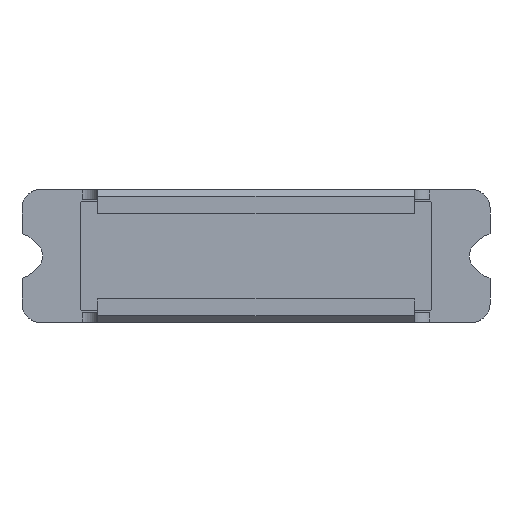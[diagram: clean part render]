
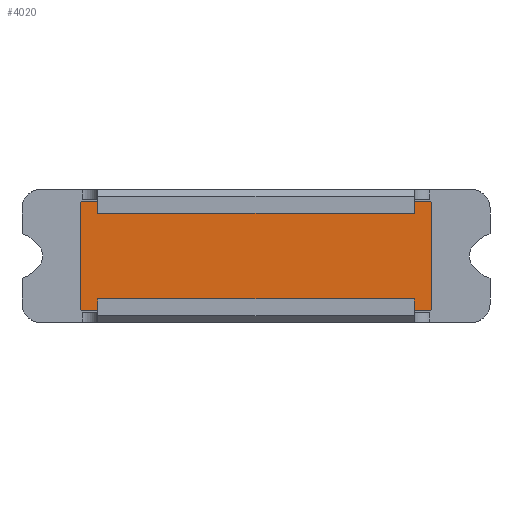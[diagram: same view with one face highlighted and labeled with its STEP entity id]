
A CAD part, front view. The second image highlights one B-rep face of the part: STEP entity #4020.
In plain terms, the highlighted planar face has unit normal (0, -1, 0).
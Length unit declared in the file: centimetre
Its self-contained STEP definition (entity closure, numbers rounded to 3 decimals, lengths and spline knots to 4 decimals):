
#169 = EDGE_CURVE ( 'NONE', #2853, #2957, #3234, .T. ) ;
#170 = EDGE_CURVE ( 'NONE', #2957, #4853, #3220, .T. ) ;
#171 = EDGE_CURVE ( 'NONE', #4853, #4817, #3238, .T. ) ;
#172 = EDGE_CURVE ( 'NONE', #4817, #4879, #3239, .T. ) ;
#173 = EDGE_CURVE ( 'NONE', #4879, #4878, #3241, .T. ) ;
#174 = EDGE_CURVE ( 'NONE', #4878, #4783, #3242, .T. ) ;
#175 = EDGE_CURVE ( 'NONE', #4783, #4793, #3244, .T. ) ;
#176 = EDGE_CURVE ( 'NONE', #4793, #2853, #3245, .T. ) ;
#725 = CARTESIAN_POINT ( 'NONE',  ( -2.2606, -2.921, -0.7112 ) ) ;
#752 = CARTESIAN_POINT ( 'NONE',  ( 2.2606, -2.921, -0.7112 ) ) ;
#899 = CARTESIAN_POINT ( 'NONE',  ( 0., -2.921, 0. ) ) ;
#900 = PLANE ( 'NONE',  #5290 ) ;
#917 = DIRECTION ( 'NONE',  ( 0., 1., 0. ) ) ;
#918 = DIRECTION ( 'NONE',  ( 0., 0., 1. ) ) ;
#1451 = CARTESIAN_POINT ( 'NONE',  ( -2.286, -2.921, 0.6858 ) ) ;
#1461 = CARTESIAN_POINT ( 'NONE',  ( -2.286, -2.921, -0.6858 ) ) ;
#1485 = CARTESIAN_POINT ( 'NONE',  ( 2.286, -2.921, 0.6858 ) ) ;
#1521 = CARTESIAN_POINT ( 'NONE',  ( 2.286, -2.921, -0.6858 ) ) ;
#1545 = CARTESIAN_POINT ( 'NONE',  ( -2.2606, -2.921, 0.7112 ) ) ;
#1546 = CARTESIAN_POINT ( 'NONE',  ( 2.2606, -2.921, 0.7112 ) ) ;
#2680 = EDGE_LOOP ( 'NONE', ( #2905, #3048, #2910, #3002, #2877, #2880, #2872, #2881 ) ) ;
#2853 = VERTEX_POINT ( 'NONE', #725 ) ;
#2872 = ORIENTED_EDGE ( 'NONE', *, *, #175, .T. ) ;
#2877 = ORIENTED_EDGE ( 'NONE', *, *, #173, .T. ) ;
#2880 = ORIENTED_EDGE ( 'NONE', *, *, #174, .T. ) ;
#2881 = ORIENTED_EDGE ( 'NONE', *, *, #176, .T. ) ;
#2905 = ORIENTED_EDGE ( 'NONE', *, *, #169, .T. ) ;
#2910 = ORIENTED_EDGE ( 'NONE', *, *, #171, .T. ) ;
#2957 = VERTEX_POINT ( 'NONE', #752 ) ;
#3002 = ORIENTED_EDGE ( 'NONE', *, *, #172, .T. ) ;
#3048 = ORIENTED_EDGE ( 'NONE', *, *, #170, .T. ) ;
#3220 = CIRCLE ( 'NONE', #3580, 0.0254 ) ;
#3234 = LINE ( 'NONE', #3773, #3237 ) ;
#3237 = VECTOR ( 'NONE', #3775, 100. ) ;
#3238 = LINE ( 'NONE', #3774, #3240 ) ;
#3239 = CIRCLE ( 'NONE', #3581, 0.0254 ) ;
#3240 = VECTOR ( 'NONE', #3759, 100. ) ;
#3241 = LINE ( 'NONE', #3776, #3243 ) ;
#3242 = CIRCLE ( 'NONE', #3582, 0.0254 ) ;
#3243 = VECTOR ( 'NONE', #3777, 100. ) ;
#3244 = LINE ( 'NONE', #3781, #3246 ) ;
#3245 = CIRCLE ( 'NONE', #3583, 0.0254 ) ;
#3246 = VECTOR ( 'NONE', #3782, 100. ) ;
#3580 = AXIS2_PLACEMENT_3D ( 'NONE', #3778, #3779, #3780 ) ;
#3581 = AXIS2_PLACEMENT_3D ( 'NONE', #3783, #3784, #3785 ) ;
#3582 = AXIS2_PLACEMENT_3D ( 'NONE', #3787, #3788, #3789 ) ;
#3583 = AXIS2_PLACEMENT_3D ( 'NONE', #3791, #3792, #3793 ) ;
#3759 = DIRECTION ( 'NONE',  ( 0., 0., 1. ) ) ;
#3773 = CARTESIAN_POINT ( 'NONE',  ( 0., -2.921, -0.7112 ) ) ;
#3774 = CARTESIAN_POINT ( 'NONE',  ( 2.286, -2.921, 0. ) ) ;
#3775 = DIRECTION ( 'NONE',  ( 1., 0., 0. ) ) ;
#3776 = CARTESIAN_POINT ( 'NONE',  ( 0., -2.921, 0.7112 ) ) ;
#3777 = DIRECTION ( 'NONE',  ( -1., 0., 0. ) ) ;
#3778 = CARTESIAN_POINT ( 'NONE',  ( 2.2606, -2.921, -0.6858 ) ) ;
#3779 = DIRECTION ( 'NONE',  ( 0., -1., 0. ) ) ;
#3780 = DIRECTION ( 'NONE',  ( 0., 0., 1. ) ) ;
#3781 = CARTESIAN_POINT ( 'NONE',  ( -2.286, -2.921, 0. ) ) ;
#3782 = DIRECTION ( 'NONE',  ( 0., 0., -1. ) ) ;
#3783 = CARTESIAN_POINT ( 'NONE',  ( 2.2606, -2.921, 0.6858 ) ) ;
#3784 = DIRECTION ( 'NONE',  ( 0., -1., 0. ) ) ;
#3785 = DIRECTION ( 'NONE',  ( 0., 0., 1. ) ) ;
#3787 = CARTESIAN_POINT ( 'NONE',  ( -2.2606, -2.921, 0.6858 ) ) ;
#3788 = DIRECTION ( 'NONE',  ( 0., -1., 0. ) ) ;
#3789 = DIRECTION ( 'NONE',  ( 0., 0., 1. ) ) ;
#3791 = CARTESIAN_POINT ( 'NONE',  ( -2.2606, -2.921, -0.6858 ) ) ;
#3792 = DIRECTION ( 'NONE',  ( 0., -1., 0. ) ) ;
#3793 = DIRECTION ( 'NONE',  ( 0., 0., 1. ) ) ;
#4020 = ADVANCED_FACE ( 'NONE', ( #5113 ), #900, .F. ) ;
#4783 = VERTEX_POINT ( 'NONE', #1451 ) ;
#4793 = VERTEX_POINT ( 'NONE', #1461 ) ;
#4817 = VERTEX_POINT ( 'NONE', #1485 ) ;
#4853 = VERTEX_POINT ( 'NONE', #1521 ) ;
#4878 = VERTEX_POINT ( 'NONE', #1545 ) ;
#4879 = VERTEX_POINT ( 'NONE', #1546 ) ;
#5113 = FACE_OUTER_BOUND ( 'NONE', #2680, .T. ) ;
#5290 = AXIS2_PLACEMENT_3D ( 'NONE', #899, #917, #918 ) ;
